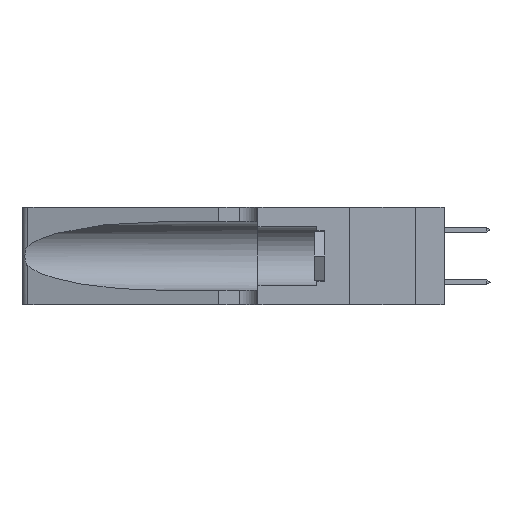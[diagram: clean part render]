
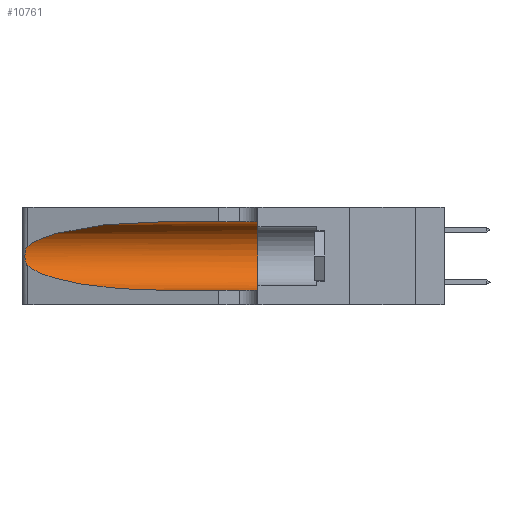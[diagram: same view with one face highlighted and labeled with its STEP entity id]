
A CAD part, left-side view. The second image highlights one B-rep face of the part: STEP entity #10761.
In plain terms, the highlighted cylindrical face has radius 3.308 mm (diameter 6.617 mm), a partial arc.
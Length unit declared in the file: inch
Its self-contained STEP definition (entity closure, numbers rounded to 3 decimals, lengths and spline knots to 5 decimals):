
#711 = CARTESIAN_POINT ( 'NONE',  ( 0.1305, 0.72297, 0.31525 ) ) ;
#775 = CARTESIAN_POINT ( 'NONE',  ( 0.1305, 0.72297, 0.05475 ) ) ;
#849 = CARTESIAN_POINT ( 'NONE',  ( 0.25555, 1.22993, 0.14849 ) ) ;
#970 = CARTESIAN_POINT ( 'NONE',  ( 0.25487, 1.22718, 0.22369 ) ) ;
#1120 = CIRCLE ( 'NONE', #28602, 0.13025 ) ;
#2099 = CARTESIAN_POINT ( 'NONE',  ( 0.1305, 0.35, 0.185 ) ) ;
#5187 = CARTESIAN_POINT ( 'NONE',  ( 0.25487, 1.22718, 0.14631 ) ) ;
#5847 = CARTESIAN_POINT ( 'NONE',  ( 0.25789, 1.23486, 0.15765 ) ) ;
#6052 = VECTOR ( 'NONE', #25918, 39.37008 ) ;
#6202 = CARTESIAN_POINT ( 'NONE',  ( 0.25856, 1.23593, 0.16098 ) ) ;
#6319 = CARTESIAN_POINT ( 'NONE',  ( 0.25787, 1.23484, 0.2124 ) ) ;
#7401 = CARTESIAN_POINT ( 'NONE',  ( 0.25487, 1.22718, 0.22369 ) ) ;
#8043 = EDGE_LOOP ( 'NONE', ( #21180, #18001, #16500, #26931, #9778, #26367 ) ) ;
#8109 = CARTESIAN_POINT ( 'NONE',  ( 0.1305, 1.61858, 0.185 ) ) ;
#8323 = EDGE_CURVE ( 'NONE', #33604, #12170, #26876, .T. ) ;
#9762 = CARTESIAN_POINT ( 'NONE',  ( 0.18966, 0.96281, 0.05475 ) ) ;
#9778 = ORIENTED_EDGE ( 'NONE', *, *, #33035, .F. ) ;
#10377 = CARTESIAN_POINT ( 'NONE',  ( 0.1305, 1.61858, 0.05475 ) ) ;
#10761 = ADVANCED_FACE ( 'NONE', ( #15810 ), #28124, .F. ) ;
#11644 = VERTEX_POINT ( 'NONE', #775 ) ;
#11732 = AXIS2_PLACEMENT_3D ( 'NONE', #8109, #31781, #32555 ) ;
#12170 = VERTEX_POINT ( 'NONE', #19697 ) ;
#12669 = CARTESIAN_POINT ( 'NONE',  ( 0.18966, 0.96281, 0.31525 ) ) ;
#12926 = VERTEX_POINT ( 'NONE', #25847 ) ;
#14041 = CARTESIAN_POINT ( 'NONE',  ( 0.25555, 1.22994, 0.2215 ) ) ;
#14717 = VERTEX_POINT ( 'NONE', #5187 ) ;
#15810 = FACE_OUTER_BOUND ( 'NONE', #8043, .T. ) ;
#16500 = ORIENTED_EDGE ( 'NONE', *, *, #26645, .T. ) ;
#16705 = CARTESIAN_POINT ( 'NONE',  ( 0.25639, 1.23186, 0.15144 ) ) ;
#17316 = CARTESIAN_POINT ( 'NONE',  ( 0.1305, 1.61858, 0.31525 ) ) ;
#18001 = ORIENTED_EDGE ( 'NONE', *, *, #28000, .T. ) ;
#18956 = VECTOR ( 'NONE', #19954, 39.37008 ) ;
#19343 = CARTESIAN_POINT ( 'NONE',  ( 0.25487, 1.22718, 0.14631 ) ) ;
#19697 = CARTESIAN_POINT ( 'NONE',  ( 0.25487, 1.22718, 0.22369 ) ) ;
#19954 = DIRECTION ( 'NONE',  ( 0., -1., 0. ) ) ;
#21180 = ORIENTED_EDGE ( 'NONE', *, *, #8323, .T. ) ;
#21755 = CARTESIAN_POINT ( 'NONE',  ( 0.26075, 1.23896, 0.19203 ) ) ;
#21866 = CARTESIAN_POINT ( 'NONE',  ( 0.25854, 1.2359, 0.20912 ) ) ;
#21975 = CARTESIAN_POINT ( 'NONE',  ( 0.26017, 1.23833, 0.17102 ) ) ;
#25359 = DIRECTION ( 'NONE',  ( 0., 1., 0. ) ) ;
#25406 = EDGE_CURVE ( 'NONE', #33604, #12926, #26364, .T. ) ;
#25427 = CARTESIAN_POINT ( 'NONE',  ( 0.1305, 0.72297, 0.31525 ) ) ;
#25484 = LINE ( 'NONE', #10377, #6052 ) ;
#25510 = CARTESIAN_POINT ( 'NONE',  ( 0.25487, 1.22718, 0.14631 ) ) ;
#25847 = CARTESIAN_POINT ( 'NONE',  ( 0.1305, 0.35, 0.31525 ) ) ;
#25918 = DIRECTION ( 'NONE',  ( 0., -1., 0. ) ) ;
#26364 = LINE ( 'NONE', #17316, #18956 ) ;
#26367 = ORIENTED_EDGE ( 'NONE', *, *, #25406, .F. ) ;
#26645 = EDGE_CURVE ( 'NONE', #14717, #11644, #32755, .T. ) ;
#26792 = CARTESIAN_POINT ( 'NONE',  ( 0.26018, 1.23835, 0.19895 ) ) ;
#26876 =( BOUNDED_CURVE ( )  B_SPLINE_CURVE ( 3, ( #25427, #12669, #30944, #7401 ),
 .UNSPECIFIED., .F., .T. ) 
 B_SPLINE_CURVE_WITH_KNOTS ( ( 4, 4 ),
 ( 1.5708, 2.84003 ),
 .UNSPECIFIED. ) 
 CURVE ( )  GEOMETRIC_REPRESENTATION_ITEM ( )  RATIONAL_B_SPLINE_CURVE ( ( 1., 0.87, 0.87, 1. ) ) 
 REPRESENTATION_ITEM ( '' )  );
#26931 = ORIENTED_EDGE ( 'NONE', *, *, #28365, .T. ) ;
#27135 = CARTESIAN_POINT ( 'NONE',  ( 0.26075, 1.23896, 0.178 ) ) ;
#28000 = EDGE_CURVE ( 'NONE', #12170, #14717, #30245, .T. ) ;
#28121 = DIRECTION ( 'NONE',  ( 0., 0., 1. ) ) ;
#28124 = CYLINDRICAL_SURFACE ( 'NONE', #11732, 0.13025 ) ;
#28149 = CARTESIAN_POINT ( 'NONE',  ( 0.2373, 1.15595, 0.08982 ) ) ;
#28250 = VERTEX_POINT ( 'NONE', #33708 ) ;
#28268 = CARTESIAN_POINT ( 'NONE',  ( 0.1305, 0.72297, 0.05475 ) ) ;
#28365 = EDGE_CURVE ( 'NONE', #11644, #28250, #25484, .T. ) ;
#28602 = AXIS2_PLACEMENT_3D ( 'NONE', #2099, #25359, #28121 ) ;
#29442 = CARTESIAN_POINT ( 'NONE',  ( 0.25639, 1.23184, 0.21858 ) ) ;
#30245 = B_SPLINE_CURVE_WITH_KNOTS ( 'NONE', 3,
 ( #970, #14041, #29442, #6319, #21866, #26792, #21755, #27135, #21975, #6202, #5847, #16705, #849, #19343 ),
 .UNSPECIFIED., .F., .F.,
 ( 4, 2, 2, 2, 2, 2, 4 ),
 ( 0., 0.00027, 0.00053, 0.00107, 0.0016, 0.00187, 0.00214 ),
 .UNSPECIFIED. ) ;
#30944 = CARTESIAN_POINT ( 'NONE',  ( 0.2373, 1.15595, 0.28018 ) ) ;
#31781 = DIRECTION ( 'NONE',  ( 0., -1., 0. ) ) ;
#32555 = DIRECTION ( 'NONE',  ( 0., 0., -1. ) ) ;
#32755 =( BOUNDED_CURVE ( )  B_SPLINE_CURVE ( 3, ( #25510, #28149, #9762, #28268 ),
 .UNSPECIFIED., .F., .F. ) 
 B_SPLINE_CURVE_WITH_KNOTS ( ( 4, 4 ),
 ( 3.44316, 4.71239 ),
 .UNSPECIFIED. ) 
 CURVE ( )  GEOMETRIC_REPRESENTATION_ITEM ( )  RATIONAL_B_SPLINE_CURVE ( ( 1., 0.87, 0.87, 1. ) ) 
 REPRESENTATION_ITEM ( '' )  );
#33035 = EDGE_CURVE ( 'NONE', #12926, #28250, #1120, .T. ) ;
#33604 = VERTEX_POINT ( 'NONE', #711 ) ;
#33708 = CARTESIAN_POINT ( 'NONE',  ( 0.1305, 0.35, 0.05475 ) ) ;
